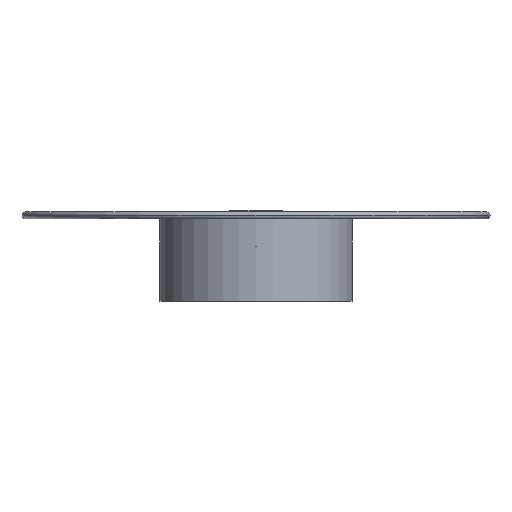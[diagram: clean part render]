
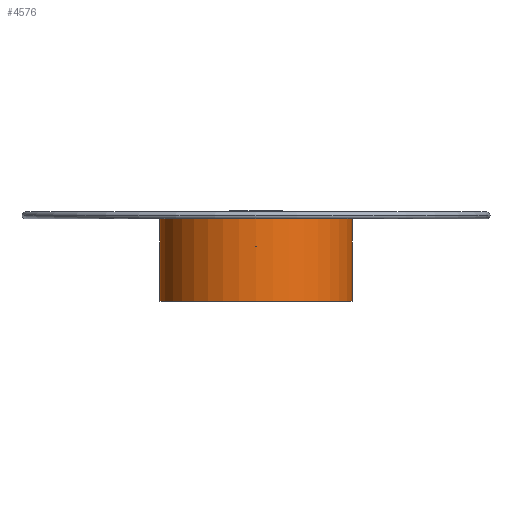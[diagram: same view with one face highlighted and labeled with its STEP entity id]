
A CAD part, front view. The second image highlights one B-rep face of the part: STEP entity #4576.
In plain terms, the highlighted cylindrical face has radius 88.9 mm (diameter 177.8 mm), a partial arc.
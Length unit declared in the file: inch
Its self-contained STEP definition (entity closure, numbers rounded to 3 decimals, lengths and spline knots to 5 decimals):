
#510 = LINE ( 'NONE', #8972, #6689 ) ;
#865 = AXIS2_PLACEMENT_3D ( 'NONE', #2347, #6068, #3196 ) ;
#1039 = EDGE_CURVE ( 'NONE', #5767, #3733, #4928, .T. ) ;
#1735 = CYLINDRICAL_SURFACE ( 'NONE', #8727, 3.5 ) ;
#2234 = CIRCLE ( 'NONE', #865, 3.5 ) ;
#2347 = CARTESIAN_POINT ( 'NONE',  ( 0., 0., 3. ) ) ;
#2365 = VERTEX_POINT ( 'NONE', #2929 ) ;
#2399 = CARTESIAN_POINT ( 'NONE',  ( 3.5, 0., 0. ) ) ;
#2929 = CARTESIAN_POINT ( 'NONE',  ( 3.5, 0., 3. ) ) ;
#3196 = DIRECTION ( 'NONE',  ( 1., 0., 0. ) ) ;
#3210 = CARTESIAN_POINT ( 'NONE',  ( -3.5, 0., 0. ) ) ;
#3504 = DIRECTION ( 'NONE',  ( -1., 0., 0. ) ) ;
#3586 = LINE ( 'NONE', #5478, #9528 ) ;
#3733 = VERTEX_POINT ( 'NONE', #2399 ) ;
#4470 = ORIENTED_EDGE ( 'NONE', *, *, #8983, .F. ) ;
#4576 = ADVANCED_FACE ( 'NONE', ( #5331 ), #1735, .T. ) ;
#4928 = CIRCLE ( 'NONE', #5709, 3.5 ) ;
#5331 = FACE_OUTER_BOUND ( 'NONE', #5772, .T. ) ;
#5478 = CARTESIAN_POINT ( 'NONE',  ( 3.5, 0., 3. ) ) ;
#5709 = AXIS2_PLACEMENT_3D ( 'NONE', #9388, #11214, #6773 ) ;
#5767 = VERTEX_POINT ( 'NONE', #3210 ) ;
#5772 = EDGE_LOOP ( 'NONE', ( #4470, #6499, #11712, #6854 ) ) ;
#6068 = DIRECTION ( 'NONE',  ( 0., 0., 1. ) ) ;
#6149 = EDGE_CURVE ( 'NONE', #8182, #2365, #2234, .T. ) ;
#6499 = ORIENTED_EDGE ( 'NONE', *, *, #6149, .F. ) ;
#6689 = VECTOR ( 'NONE', #7885, 39.37008 ) ;
#6773 = DIRECTION ( 'NONE',  ( 1., 0., 0. ) ) ;
#6854 = ORIENTED_EDGE ( 'NONE', *, *, #1039, .T. ) ;
#6945 = CARTESIAN_POINT ( 'NONE',  ( 0., 0., 3. ) ) ;
#7755 = EDGE_CURVE ( 'NONE', #8182, #5767, #510, .T. ) ;
#7885 = DIRECTION ( 'NONE',  ( 0., 0., -1. ) ) ;
#8182 = VERTEX_POINT ( 'NONE', #11188 ) ;
#8727 = AXIS2_PLACEMENT_3D ( 'NONE', #6945, #10595, #3504 ) ;
#8972 = CARTESIAN_POINT ( 'NONE',  ( -3.5, 0., 3. ) ) ;
#8983 = EDGE_CURVE ( 'NONE', #2365, #3733, #3586, .T. ) ;
#9199 = DIRECTION ( 'NONE',  ( 0., 0., -1. ) ) ;
#9388 = CARTESIAN_POINT ( 'NONE',  ( 0., 0., 0. ) ) ;
#9528 = VECTOR ( 'NONE', #9199, 39.37008 ) ;
#10595 = DIRECTION ( 'NONE',  ( 0., 0., -1. ) ) ;
#11188 = CARTESIAN_POINT ( 'NONE',  ( -3.5, 0., 3. ) ) ;
#11214 = DIRECTION ( 'NONE',  ( 0., 0., 1. ) ) ;
#11712 = ORIENTED_EDGE ( 'NONE', *, *, #7755, .T. ) ;
